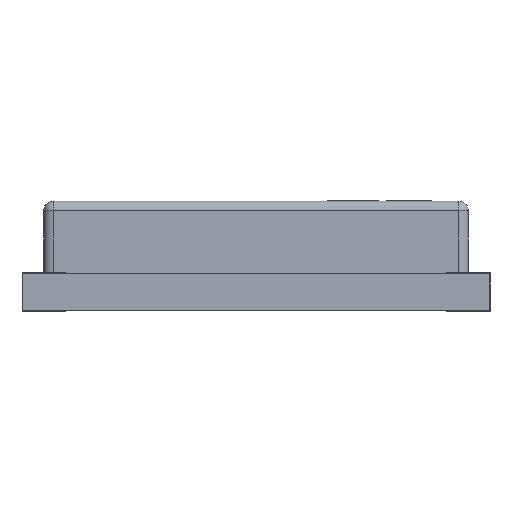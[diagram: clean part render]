
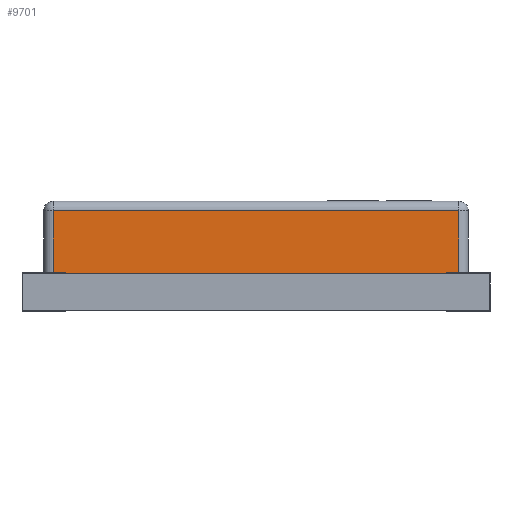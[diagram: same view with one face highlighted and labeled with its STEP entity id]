
A CAD part, left-side view. The second image highlights one B-rep face of the part: STEP entity #9701.
In plain terms, the highlighted planar face has unit normal (-1, 0, 0).
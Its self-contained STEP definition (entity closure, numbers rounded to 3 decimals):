
#612=PLANE('',#10272);
#989=FACE_OUTER_BOUND('',#1496,.T.);
#1496=EDGE_LOOP('',(#7814,#7815,#7816,#7817));
#2537=LINE('',#15340,#3620);
#2538=LINE('',#15342,#3621);
#2539=LINE('',#15344,#3622);
#2540=LINE('',#15345,#3623);
#3620=VECTOR('',#11845,1.);
#3621=VECTOR('',#11846,1.);
#3622=VECTOR('',#11847,1.);
#3623=VECTOR('',#11848,1.);
#4609=VERTEX_POINT('',#15338);
#4610=VERTEX_POINT('',#15339);
#4611=VERTEX_POINT('',#15341);
#4612=VERTEX_POINT('',#15343);
#5747=EDGE_CURVE('',#4609,#4610,#2537,.T.);
#5748=EDGE_CURVE('',#4610,#4611,#2538,.T.);
#5749=EDGE_CURVE('',#4611,#4612,#2539,.T.);
#5750=EDGE_CURVE('',#4612,#4609,#2540,.T.);
#7814=ORIENTED_EDGE('',*,*,#5747,.T.);
#7815=ORIENTED_EDGE('',*,*,#5748,.T.);
#7816=ORIENTED_EDGE('',*,*,#5749,.T.);
#7817=ORIENTED_EDGE('',*,*,#5750,.T.);
#9701=ADVANCED_FACE('',(#989),#612,.F.);
#10272=AXIS2_PLACEMENT_3D('',#15337,#11843,#11844);
#11843=DIRECTION('center_axis',(1.,0.,0.));
#11844=DIRECTION('ref_axis',(0.,0.,-1.));
#11845=DIRECTION('',(0.,1.,0.));
#11846=DIRECTION('',(0.,0.,-1.));
#11847=DIRECTION('',(0.,-1.,0.));
#11848=DIRECTION('',(0.,0.,1.));
#15337=CARTESIAN_POINT('Origin',(-4.8,-4.41,2.29));
#15338=CARTESIAN_POINT('',(-4.8,-4.21,2.09));
#15339=CARTESIAN_POINT('',(-4.8,4.21,2.09));
#15340=CARTESIAN_POINT('',(-4.8,-4.41,2.09));
#15341=CARTESIAN_POINT('',(-4.8,4.21,0.79));
#15342=CARTESIAN_POINT('',(-4.8,4.21,2.29));
#15343=CARTESIAN_POINT('',(-4.8,-4.21,0.79));
#15344=CARTESIAN_POINT('',(-4.8,-4.41,0.79));
#15345=CARTESIAN_POINT('',(-4.8,-4.21,2.29));
